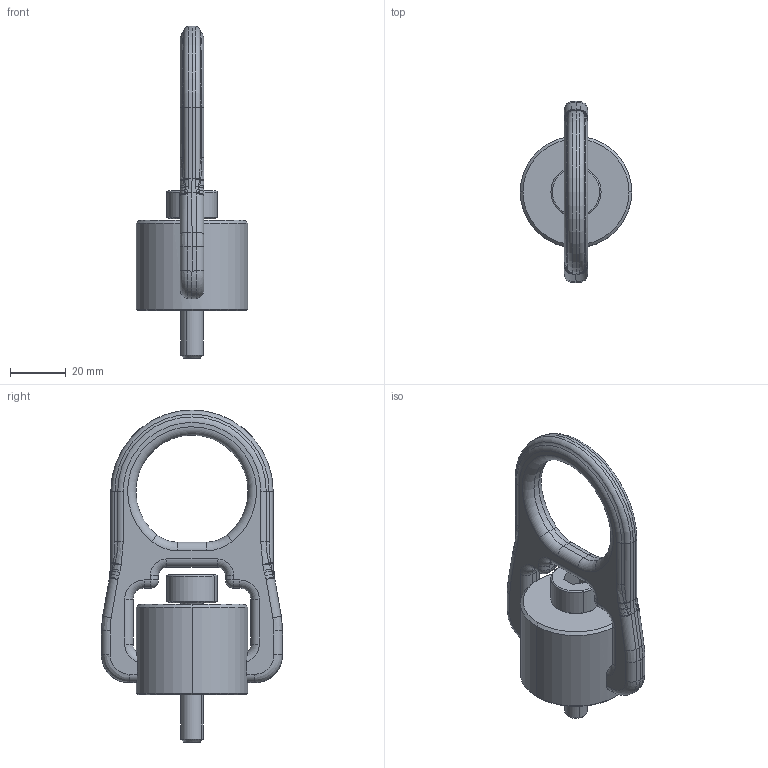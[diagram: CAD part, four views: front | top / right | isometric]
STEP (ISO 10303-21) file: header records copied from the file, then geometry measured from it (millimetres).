
FILE_DESCRIPTION(('CATIA V5 STEP Exchange'),'2;1');
FILE_NAME('8-203-004.stp','2017-06-16T08:00:06+00:00',('none'),('none'),'CATIA Version 5 Release 21 GA (IN-10)','CATIA V5 STEP AP203','none');
FILE_SCHEMA(('CONFIG_CONTROL_DESIGN'));
Length unit declared in the file: millimetre
Products named in the file (1): 8-203-004
Bounding box: 40 x 65 x 119 mm (x, y, z)
Volume: 63570.3 mm3; surface area: 15731.2 mm2
Topology: 1 solids, 1 shells, 246 faces, 570 edges, 322 vertices
Faces by surface type: bspline 96, cylinder 70, plane 38, torus 28, cone 10, sphere 4
Entity records: 10699 total; most frequent: CARTESIAN_POINT 6059, ORIENTED_EDGE 1124, DIRECTION 586, EDGE_CURVE 562, VERTEX_POINT 322, AXIS2_PLACEMENT_3D 289, B_SPLINE_CURVE_WITH_KNOTS 270, EDGE_LOOP 254
